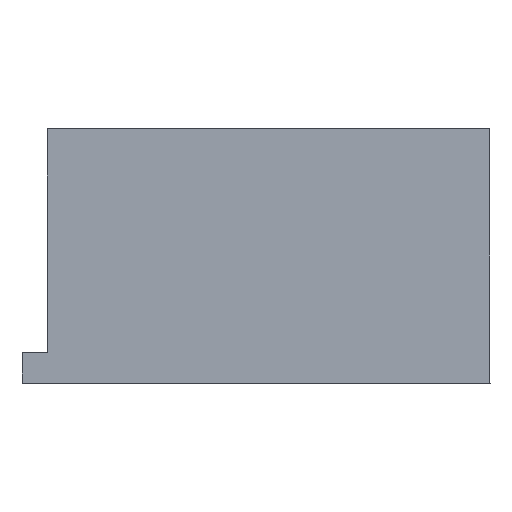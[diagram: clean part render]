
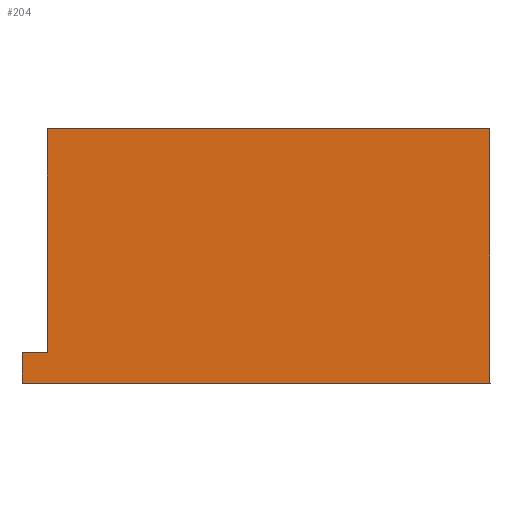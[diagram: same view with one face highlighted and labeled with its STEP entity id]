
A CAD part, left-side view. The second image highlights one B-rep face of the part: STEP entity #204.
In plain terms, the highlighted planar face has unit normal (-1, 0, 0).
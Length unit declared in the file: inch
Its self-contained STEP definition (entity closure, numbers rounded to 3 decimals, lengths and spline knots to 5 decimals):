
#29=FACE_OUTER_BOUND('',#40,.T.);
#40=EDGE_LOOP('',(#168,#169,#170,#171,#172,#173));
#45=LINE('',#298,#68);
#49=LINE('',#306,#72);
#52=LINE('',#312,#75);
#60=LINE('',#332,#83);
#63=LINE('',#339,#86);
#64=LINE('',#341,#87);
#68=VECTOR('',#242,0.3937);
#72=VECTOR('',#248,0.3937);
#75=VECTOR('',#253,0.3937);
#83=VECTOR('',#269,0.3937);
#86=VECTOR('',#278,0.3937);
#87=VECTOR('',#281,0.3937);
#91=VERTEX_POINT('',#295);
#92=VERTEX_POINT('',#297);
#95=VERTEX_POINT('',#304);
#96=VERTEX_POINT('',#309);
#104=VERTEX_POINT('',#329);
#105=VERTEX_POINT('',#331);
#109=EDGE_CURVE('',#92,#91,#45,.T.);
#113=EDGE_CURVE('',#91,#95,#49,.T.);
#116=EDGE_CURVE('',#96,#95,#52,.T.);
#126=EDGE_CURVE('',#105,#104,#60,.T.);
#130=EDGE_CURVE('',#105,#96,#63,.T.);
#131=EDGE_CURVE('',#92,#104,#64,.T.);
#168=ORIENTED_EDGE('',*,*,#126,.T.);
#169=ORIENTED_EDGE('',*,*,#131,.F.);
#170=ORIENTED_EDGE('',*,*,#109,.T.);
#171=ORIENTED_EDGE('',*,*,#113,.T.);
#172=ORIENTED_EDGE('',*,*,#116,.F.);
#173=ORIENTED_EDGE('',*,*,#130,.F.);
#195=PLANE('',#232);
#204=ADVANCED_FACE('',(#29),#195,.T.);
#232=AXIS2_PLACEMENT_3D('',#340,#279,#280);
#242=DIRECTION('',(0.,1.,0.));
#248=DIRECTION('',(0.,0.,-1.));
#253=DIRECTION('',(0.,-1.,0.));
#269=DIRECTION('',(0.,-1.,0.));
#278=DIRECTION('',(0.,0.,1.));
#279=DIRECTION('center_axis',(-1.,0.,0.));
#280=DIRECTION('ref_axis',(0.,1.,0.));
#281=DIRECTION('',(0.,0.,-1.));
#295=CARTESIAN_POINT('',(-46.25,-0.3125,97.));
#297=CARTESIAN_POINT('',(-46.25,-5.75,97.));
#298=CARTESIAN_POINT('',(-46.25,-2.875,97.));
#304=CARTESIAN_POINT('',(-46.25,-0.3125,94.25));
#306=CARTESIAN_POINT('',(-46.25,-0.3125,24.25));
#309=CARTESIAN_POINT('',(-46.25,0.,94.25));
#312=CARTESIAN_POINT('',(-46.25,-0.23438,94.25));
#329=CARTESIAN_POINT('',(-46.25,-5.75,93.875));
#331=CARTESIAN_POINT('',(-46.25,0.,93.875));
#332=CARTESIAN_POINT('',(-46.25,-2.875,93.875));
#339=CARTESIAN_POINT('',(-46.25,0.,94.15625));
#340=CARTESIAN_POINT('Origin',(-46.25,-5.75,97.));
#341=CARTESIAN_POINT('',(-46.25,-5.75,97.));
